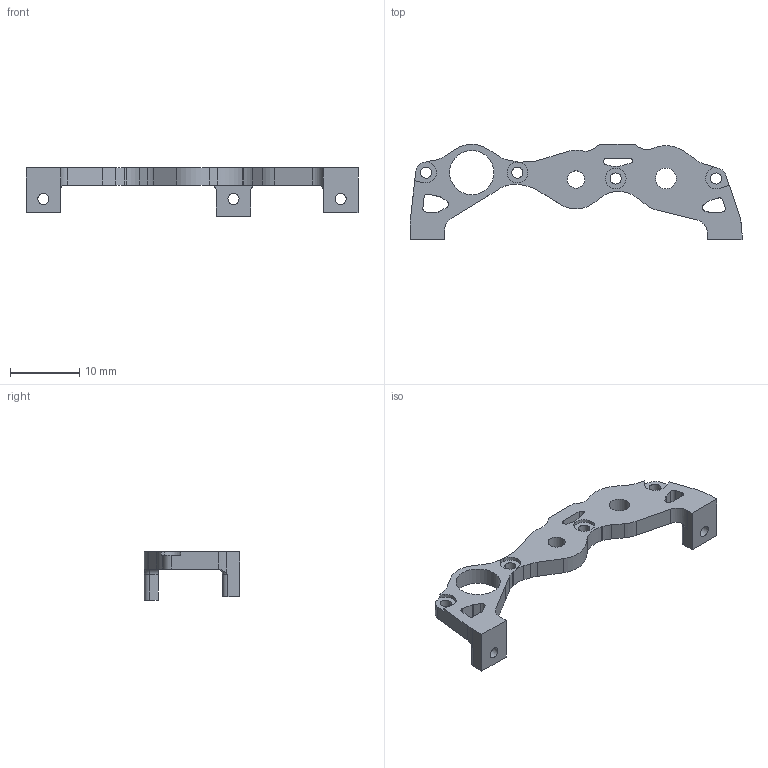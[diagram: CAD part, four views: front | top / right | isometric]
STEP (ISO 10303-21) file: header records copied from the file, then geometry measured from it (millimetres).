
FILE_DESCRIPTION(/* description */ (''),/* implementation_level */ '2;1');
FILE_NAME(/* name */ 'motormount-r.stp',/* time_stamp */ '2025-01-21T19:30:48+09:00',/* author */ ('IshiiLabHonda'),/* organization */ (''),/* preprocessor_version */ 'ST-DEVELOPER v19.2',/* originating_system */ 'Autodesk Inventor 2023',/* authorisation */ '');
FILE_SCHEMA (('AUTOMOTIVE_DESIGN { 1 0 10303 214 3 1 1 }'));
Length unit declared in the file: millimetre
Products named in the file (1): motormount
Bounding box: 48 x 13.8 x 7 mm (x, y, z)
Volume: 880.9 mm3; surface area: 1332.1 mm2
Topology: 1 solids, 1 shells, 130 faces, 657 edges, 839 vertices
Faces by surface type: cylinder 63, plane 59, torus 8
Full cylindrical faces by diameter (mm): 1.6 x7, 2.5 x1, 3 x3, 6.4 x1
Entity records: 5815 total; most frequent: CARTESIAN_POINT 1424, DIRECTION 882, ORIENTED_EDGE 742, EDGE_CURVE 371, AXIS2_PLACEMENT_3D 329, STYLED_ITEM 287, VERTEX_POINT 244, LINE 224
